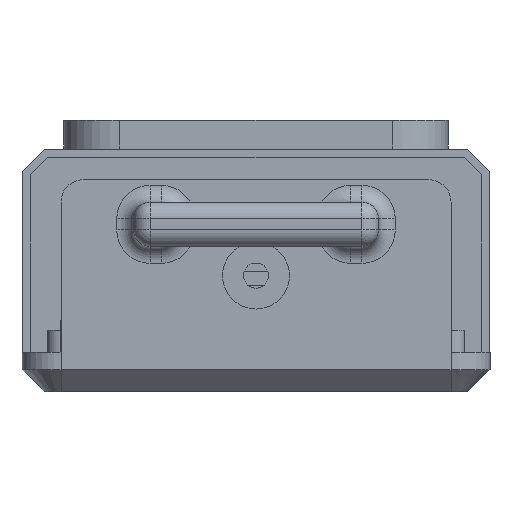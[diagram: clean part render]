
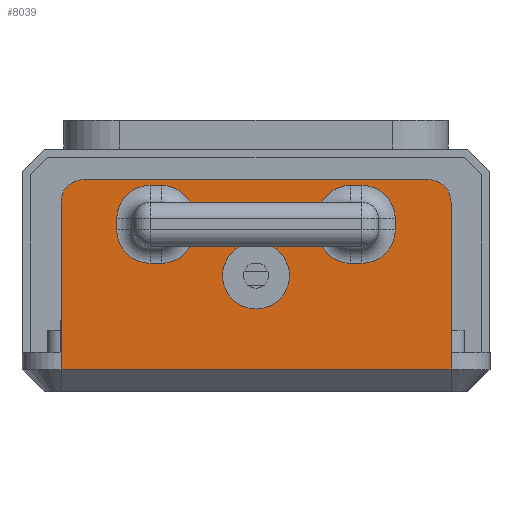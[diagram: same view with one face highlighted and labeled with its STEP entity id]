
A CAD part, front view. The second image highlights one B-rep face of the part: STEP entity #8039.
In plain terms, the highlighted planar face has unit normal (0, -1, 0).
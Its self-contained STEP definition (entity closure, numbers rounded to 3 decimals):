
#232=FACE_BOUND('',#1351,.T.);
#233=FACE_BOUND('',#1352,.T.);
#234=FACE_BOUND('',#1353,.T.);
#781=FACE_OUTER_BOUND('',#1350,.T.);
#1350=EDGE_LOOP('',(#6909,#6910,#6911,#6912,#6913,#6914,#6915,#6916));
#1351=EDGE_LOOP('',(#6917));
#1352=EDGE_LOOP('',(#6918,#6919,#6920,#6921,#6922,#6923,#6924,#6925));
#1353=EDGE_LOOP('',(#6926,#6927,#6928,#6929,#6930,#6931,#6932,#6933));
#2009=LINE('',#13149,#2765);
#2023=LINE('',#13221,#2779);
#2025=LINE('',#13251,#2781);
#2037=LINE('',#13342,#2793);
#2041=LINE('',#13366,#2797);
#2043=LINE('',#13369,#2799);
#2049=LINE('',#13378,#2805);
#2065=LINE('',#13402,#2821);
#2069=LINE('',#13408,#2825);
#2071=LINE('',#13416,#2827);
#2072=LINE('',#13418,#2828);
#2073=LINE('',#13422,#2829);
#2074=LINE('',#13425,#2830);
#2075=LINE('',#13426,#2831);
#2765=VECTOR('',#10642,10.);
#2779=VECTOR('',#10734,10.);
#2781=VECTOR('',#10768,10.);
#2793=VECTOR('',#10874,10.);
#2797=VECTOR('',#10902,10.);
#2799=VECTOR('',#10906,10.);
#2805=VECTOR('',#10918,10.);
#2821=VECTOR('',#10950,10.);
#2825=VECTOR('',#10958,10.);
#2827=VECTOR('',#10972,10.);
#2828=VECTOR('',#10973,10.);
#2829=VECTOR('',#10976,10.);
#2830=VECTOR('',#10979,10.);
#2831=VECTOR('',#10980,10.);
#3122=CIRCLE('',#8550,3.);
#3226=CIRCLE('',#8784,3.);
#3232=CIRCLE('',#8791,3.);
#3236=CIRCLE('',#8797,3.);
#3242=CIRCLE('',#8805,3.);
#3269=CIRCLE('',#8844,3.);
#3274=CIRCLE('',#8852,3.);
#3278=CIRCLE('',#8859,3.);
#3284=CIRCLE('',#8866,3.);
#3286=CIRCLE('',#8889,2.);
#3287=CIRCLE('',#8890,2.);
#3658=VERTEX_POINT('',#12500);
#3857=VERTEX_POINT('',#13093);
#3866=VERTEX_POINT('',#13113);
#3875=VERTEX_POINT('',#13143);
#3876=VERTEX_POINT('',#13147);
#3888=VERTEX_POINT('',#13203);
#3889=VERTEX_POINT('',#13204);
#3894=VERTEX_POINT('',#13215);
#3895=VERTEX_POINT('',#13217);
#3898=VERTEX_POINT('',#13227);
#3899=VERTEX_POINT('',#13229);
#3904=VERTEX_POINT('',#13242);
#3905=VERTEX_POINT('',#13243);
#3931=VERTEX_POINT('',#13317);
#3932=VERTEX_POINT('',#13319);
#3936=VERTEX_POINT('',#13333);
#3937=VERTEX_POINT('',#13334);
#3940=VERTEX_POINT('',#13348);
#3941=VERTEX_POINT('',#13349);
#3946=VERTEX_POINT('',#13360);
#3947=VERTEX_POINT('',#13362);
#3948=VERTEX_POINT('',#13417);
#3949=VERTEX_POINT('',#13419);
#3950=VERTEX_POINT('',#13421);
#3951=VERTEX_POINT('',#13423);
#4545=EDGE_CURVE('',#3658,#3658,#3122,.T.);
#4864=EDGE_CURVE('',#3876,#3875,#2009,.T.);
#4889=EDGE_CURVE('',#3888,#3889,#3226,.T.);
#4895=EDGE_CURVE('',#3894,#3895,#3232,.T.);
#4897=EDGE_CURVE('',#3889,#3894,#2023,.T.);
#4901=EDGE_CURVE('',#3898,#3899,#3236,.T.);
#4907=EDGE_CURVE('',#3904,#3905,#3242,.T.);
#4911=EDGE_CURVE('',#3905,#3898,#2025,.T.);
#4944=EDGE_CURVE('',#3931,#3932,#3269,.T.);
#4951=EDGE_CURVE('',#3936,#3937,#3274,.T.);
#4955=EDGE_CURVE('',#3937,#3931,#2037,.T.);
#4959=EDGE_CURVE('',#3940,#3941,#3278,.T.);
#4965=EDGE_CURVE('',#3946,#3947,#3284,.T.);
#4967=EDGE_CURVE('',#3941,#3946,#2041,.T.);
#4969=EDGE_CURVE('',#3947,#3936,#2043,.T.);
#4975=EDGE_CURVE('',#3932,#3940,#2049,.T.);
#4991=EDGE_CURVE('',#3895,#3904,#2065,.T.);
#4995=EDGE_CURVE('',#3899,#3888,#2069,.T.);
#4997=EDGE_CURVE('',#3866,#3876,#2071,.T.);
#4998=EDGE_CURVE('',#3866,#3948,#2072,.T.);
#4999=EDGE_CURVE('',#3949,#3948,#3286,.T.);
#5000=EDGE_CURVE('',#3949,#3950,#2073,.F.);
#5001=EDGE_CURVE('',#3951,#3950,#3287,.T.);
#5002=EDGE_CURVE('',#3857,#3951,#2074,.T.);
#5003=EDGE_CURVE('',#3875,#3857,#2075,.T.);
#6909=ORIENTED_EDGE('',*,*,#4864,.F.);
#6910=ORIENTED_EDGE('',*,*,#4997,.F.);
#6911=ORIENTED_EDGE('',*,*,#4998,.T.);
#6912=ORIENTED_EDGE('',*,*,#4999,.F.);
#6913=ORIENTED_EDGE('',*,*,#5000,.T.);
#6914=ORIENTED_EDGE('',*,*,#5001,.F.);
#6915=ORIENTED_EDGE('',*,*,#5002,.F.);
#6916=ORIENTED_EDGE('',*,*,#5003,.F.);
#6917=ORIENTED_EDGE('',*,*,#4545,.T.);
#6918=ORIENTED_EDGE('',*,*,#4907,.F.);
#6919=ORIENTED_EDGE('',*,*,#4991,.F.);
#6920=ORIENTED_EDGE('',*,*,#4895,.F.);
#6921=ORIENTED_EDGE('',*,*,#4897,.F.);
#6922=ORIENTED_EDGE('',*,*,#4889,.F.);
#6923=ORIENTED_EDGE('',*,*,#4995,.F.);
#6924=ORIENTED_EDGE('',*,*,#4901,.F.);
#6925=ORIENTED_EDGE('',*,*,#4911,.F.);
#6926=ORIENTED_EDGE('',*,*,#4965,.F.);
#6927=ORIENTED_EDGE('',*,*,#4967,.F.);
#6928=ORIENTED_EDGE('',*,*,#4959,.F.);
#6929=ORIENTED_EDGE('',*,*,#4975,.F.);
#6930=ORIENTED_EDGE('',*,*,#4944,.F.);
#6931=ORIENTED_EDGE('',*,*,#4955,.F.);
#6932=ORIENTED_EDGE('',*,*,#4951,.F.);
#6933=ORIENTED_EDGE('',*,*,#4969,.F.);
#7631=PLANE('',#8888);
#8039=ADVANCED_FACE('',(#781,#232,#233,#234),#7631,.T.);
#8550=AXIS2_PLACEMENT_3D('',#12501,#10025,#10026);
#8784=AXIS2_PLACEMENT_3D('',#13205,#10714,#10715);
#8791=AXIS2_PLACEMENT_3D('',#13218,#10728,#10729);
#8797=AXIS2_PLACEMENT_3D('',#13230,#10742,#10743);
#8805=AXIS2_PLACEMENT_3D('',#13244,#10758,#10759);
#8844=AXIS2_PLACEMENT_3D('',#13320,#10846,#10847);
#8852=AXIS2_PLACEMENT_3D('',#13335,#10864,#10865);
#8859=AXIS2_PLACEMENT_3D('',#13350,#10882,#10883);
#8866=AXIS2_PLACEMENT_3D('',#13363,#10896,#10897);
#8888=AXIS2_PLACEMENT_3D('',#13415,#10970,#10971);
#8889=AXIS2_PLACEMENT_3D('',#13420,#10974,#10975);
#8890=AXIS2_PLACEMENT_3D('',#13424,#10977,#10978);
#10025=DIRECTION('center_axis',(0.,1.,0.));
#10026=DIRECTION('ref_axis',(1.,0.,0.));
#10642=DIRECTION('',(-1.,0.,0.));
#10714=DIRECTION('center_axis',(0.,-1.,0.));
#10715=DIRECTION('ref_axis',(0.707,0.,0.707));
#10728=DIRECTION('center_axis',(0.,-1.,0.));
#10729=DIRECTION('ref_axis',(-0.707,0.,0.707));
#10734=DIRECTION('',(-1.,0.,0.));
#10742=DIRECTION('center_axis',(0.,-1.,0.));
#10743=DIRECTION('ref_axis',(0.707,0.,-0.707));
#10758=DIRECTION('center_axis',(0.,-1.,0.));
#10759=DIRECTION('ref_axis',(-0.707,0.,-0.707));
#10768=DIRECTION('',(1.,0.,0.));
#10846=DIRECTION('center_axis',(0.,-1.,0.));
#10847=DIRECTION('ref_axis',(-0.707,0.,0.707));
#10864=DIRECTION('center_axis',(0.,-1.,0.));
#10865=DIRECTION('ref_axis',(0.707,0.,0.707));
#10874=DIRECTION('',(-1.,0.,0.));
#10882=DIRECTION('center_axis',(0.,-1.,0.));
#10883=DIRECTION('ref_axis',(-0.707,0.,-0.707));
#10896=DIRECTION('center_axis',(0.,-1.,0.));
#10897=DIRECTION('ref_axis',(0.707,0.,-0.707));
#10902=DIRECTION('',(1.,0.,0.));
#10906=DIRECTION('',(0.,0.,1.));
#10918=DIRECTION('',(0.,0.,-1.));
#10950=DIRECTION('',(0.,0.,-1.));
#10958=DIRECTION('',(0.,0.,1.));
#10970=DIRECTION('center_axis',(0.,-1.,0.));
#10971=DIRECTION('ref_axis',(1.,0.,0.));
#10972=DIRECTION('',(0.,0.,-1.));
#10973=DIRECTION('',(0.,0.,1.));
#10974=DIRECTION('center_axis',(0.,1.,0.));
#10975=DIRECTION('ref_axis',(0.707,0.,0.707));
#10976=DIRECTION('',(1.,0.,0.));
#10977=DIRECTION('center_axis',(0.,1.,0.));
#10978=DIRECTION('ref_axis',(-0.707,0.,0.707));
#10979=DIRECTION('',(0.,0.,1.));
#10980=DIRECTION('',(0.,0.,1.));
#12500=CARTESIAN_POINT('',(-23.667,-26.921,1.75));
#12501=CARTESIAN_POINT('Origin',(-20.667,-26.921,1.75));
#13093=CARTESIAN_POINT('',(-38.167,-26.921,-5.14));
#13113=CARTESIAN_POINT('',(-3.167,-26.921,-5.14));
#13143=CARTESIAN_POINT('',(-38.167,-26.921,-6.686));
#13147=CARTESIAN_POINT('',(-3.167,-26.921,-6.686));
#13149=CARTESIAN_POINT('',(-31.167,-26.921,-6.686));
#13203=CARTESIAN_POINT('',(-26.167,-26.921,6.85));
#13204=CARTESIAN_POINT('',(-29.167,-26.921,9.85));
#13205=CARTESIAN_POINT('Origin',(-29.167,-26.921,6.85));
#13215=CARTESIAN_POINT('',(-30.167,-26.921,9.85));
#13217=CARTESIAN_POINT('',(-33.167,-26.921,6.85));
#13218=CARTESIAN_POINT('Origin',(-30.167,-26.921,6.85));
#13221=CARTESIAN_POINT('',(-31.167,-26.921,9.85));
#13227=CARTESIAN_POINT('',(-29.167,-26.921,2.85));
#13229=CARTESIAN_POINT('',(-26.167,-26.921,5.85));
#13230=CARTESIAN_POINT('Origin',(-29.167,-26.921,5.85));
#13242=CARTESIAN_POINT('',(-33.167,-26.921,5.85));
#13243=CARTESIAN_POINT('',(-30.167,-26.921,2.85));
#13244=CARTESIAN_POINT('Origin',(-30.167,-26.921,5.85));
#13251=CARTESIAN_POINT('',(-31.167,-26.921,2.85));
#13317=CARTESIAN_POINT('',(-12.167,-26.921,9.85));
#13319=CARTESIAN_POINT('',(-15.167,-26.921,6.85));
#13320=CARTESIAN_POINT('Origin',(-12.167,-26.921,6.85));
#13333=CARTESIAN_POINT('',(-8.167,-26.921,6.85));
#13334=CARTESIAN_POINT('',(-11.167,-26.921,9.85));
#13335=CARTESIAN_POINT('Origin',(-11.167,-26.921,6.85));
#13342=CARTESIAN_POINT('',(-31.167,-26.921,9.85));
#13348=CARTESIAN_POINT('',(-15.167,-26.921,5.85));
#13349=CARTESIAN_POINT('',(-12.167,-26.921,2.85));
#13350=CARTESIAN_POINT('Origin',(-12.167,-26.921,5.85));
#13360=CARTESIAN_POINT('',(-11.167,-26.921,2.85));
#13362=CARTESIAN_POINT('',(-8.167,-26.921,5.85));
#13363=CARTESIAN_POINT('Origin',(-11.167,-26.921,5.85));
#13366=CARTESIAN_POINT('',(-31.167,-26.921,2.85));
#13369=CARTESIAN_POINT('',(-8.167,-26.921,-1.168));
#13378=CARTESIAN_POINT('',(-15.167,-26.921,-1.168));
#13402=CARTESIAN_POINT('',(-33.167,-26.921,-1.168));
#13408=CARTESIAN_POINT('',(-26.167,-26.921,-1.168));
#13415=CARTESIAN_POINT('Origin',(-41.667,-26.921,-8.686));
#13416=CARTESIAN_POINT('',(-3.167,-26.921,-8.686));
#13417=CARTESIAN_POINT('',(-3.167,-26.921,8.35));
#13418=CARTESIAN_POINT('',(-3.167,-26.921,-5.14));
#13419=CARTESIAN_POINT('',(-5.167,-26.921,10.35));
#13420=CARTESIAN_POINT('Origin',(-5.167,-26.921,8.35));
#13421=CARTESIAN_POINT('',(-36.167,-26.921,10.35));
#13422=CARTESIAN_POINT('',(-29.417,-26.921,10.35));
#13423=CARTESIAN_POINT('',(-38.167,-26.921,8.35));
#13424=CARTESIAN_POINT('Origin',(-36.167,-26.921,8.35));
#13425=CARTESIAN_POINT('',(-38.167,-26.921,-5.14));
#13426=CARTESIAN_POINT('',(-38.167,-26.921,-8.686));
